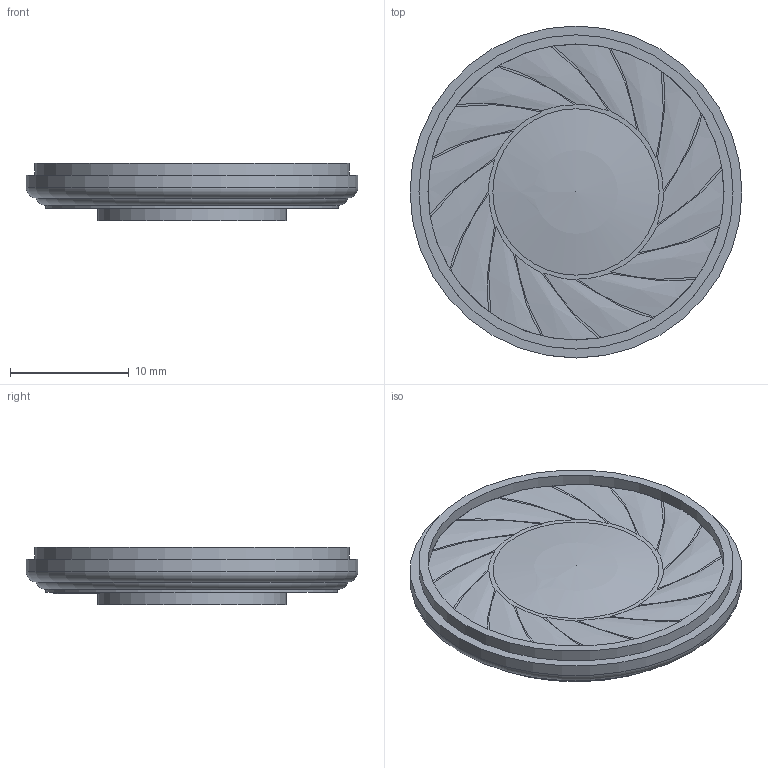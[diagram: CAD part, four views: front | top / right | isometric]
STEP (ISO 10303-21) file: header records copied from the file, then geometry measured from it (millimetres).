
FILE_DESCRIPTION(/* description */ (''),/* implementation_level */ '2;1');
FILE_NAME(/* name */ 'mini Speaker v7.step',/* time_stamp */ '2023-05-02T14:39:12-07:00',/* author */ (''),/* organization */ (''),/* preprocessor_version */ 'ST-DEVELOPER v19.2',/* originating_system */ 'Autodesk Translation Framework v12.4.0.73',/* authorisation */ '');
FILE_SCHEMA (('AUTOMOTIVE_DESIGN { 1 0 10303 214 3 1 1 }'));
Length unit declared in the file: inch
Products named in the file (1): mini Speaker
Bounding box: 27.94 x 27.94 x 4.8 mm (x, y, z)
Volume: 1919.4 mm3; surface area: 3634.7 mm2
Topology: 26 solids, 26 shells, 90 faces, 180 edges, 141 vertices
Faces by surface type: plane 35, bspline 32, cylinder 20, torus 2, sphere 1
Full cylindrical faces by diameter (mm): 15.85 x1, 24.917 x1, 26.441 x1, 27.94 x1
Entity records: 35254 total; most frequent: CARTESIAN_POINT 33435, ORIENTED_EDGE 358, DIRECTION 280, EDGE_CURVE 179, VERTEX_POINT 141, AXIS2_PLACEMENT_3D 106, EDGE_LOOP 92, FACE_OUTER_BOUND 90
